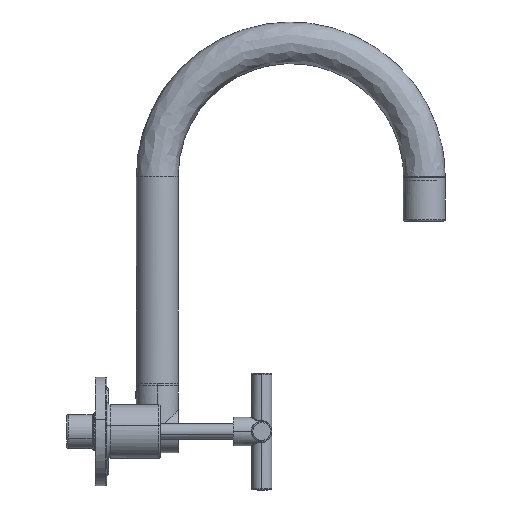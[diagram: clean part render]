
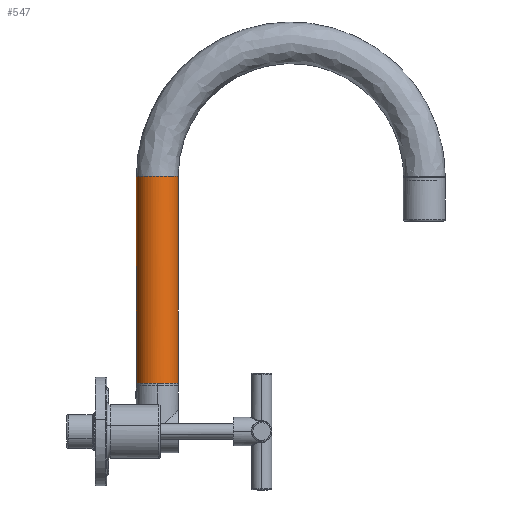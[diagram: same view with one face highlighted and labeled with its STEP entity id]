
A CAD part, left-side view. The second image highlights one B-rep face of the part: STEP entity #547.
In plain terms, the highlighted cylindrical face has radius 12.5 mm (diameter 25 mm), a partial arc.
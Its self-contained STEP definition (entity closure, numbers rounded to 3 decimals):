
#547=ADVANCED_FACE('',(#1104),#8746,.T.);
#1104=FACE_OUTER_BOUND('',#1676,.T.);
#1676=EDGE_LOOP('',(#3434,#3435,#3436,#3437,#3438));
#3434=ORIENTED_EDGE('',*,*,#5469,.T.);
#3435=ORIENTED_EDGE('',*,*,#5470,.T.);
#3436=ORIENTED_EDGE('',*,*,#5473,.T.);
#3437=ORIENTED_EDGE('',*,*,#5472,.T.);
#3438=ORIENTED_EDGE('',*,*,#5471,.T.);
#5469=EDGE_CURVE('',#7960,#7961,#7095,.T.);
#5470=EDGE_CURVE('',#7961,#7962,#6468,.T.);
#5471=EDGE_CURVE('',#7964,#7960,#6469,.T.);
#5472=EDGE_CURVE('',#7963,#7964,#7096,.T.);
#5473=EDGE_CURVE('',#7962,#7963,#7097,.T.);
#6468=B_SPLINE_CURVE_WITH_KNOTS('',1,(#33158,#33159),.UNSPECIFIED.,.F.,
 .F.,(2,2),(0.,124.),.UNSPECIFIED.);
#6469=B_SPLINE_CURVE_WITH_KNOTS('',1,(#33160,#33161),.UNSPECIFIED.,.F.,
 .F.,(2,2),(0.,124.),.UNSPECIFIED.);
#7095=(
BOUNDED_CURVE()
B_SPLINE_CURVE(2,(#33153,#33154,#33155,#33156,#33157),.UNSPECIFIED.,.F.,
 .F.)
B_SPLINE_CURVE_WITH_KNOTS((3,2,3),(0.,19.635,39.27),
 .UNSPECIFIED.)
CURVE()
GEOMETRIC_REPRESENTATION_ITEM()
RATIONAL_B_SPLINE_CURVE((1.,0.707,1.,0.707,1.))
REPRESENTATION_ITEM('')
);
#7096=(
BOUNDED_CURVE()
B_SPLINE_CURVE(2,(#33162,#33163,#33164),.UNSPECIFIED.,.F.,.F.)
B_SPLINE_CURVE_WITH_KNOTS((3,3),(-19.635,0.),.UNSPECIFIED.)
CURVE()
GEOMETRIC_REPRESENTATION_ITEM()
RATIONAL_B_SPLINE_CURVE((1.,0.707,1.))
REPRESENTATION_ITEM('')
);
#7097=(
BOUNDED_CURVE()
B_SPLINE_CURVE(2,(#33165,#33166,#33167),.UNSPECIFIED.,.F.,.F.)
B_SPLINE_CURVE_WITH_KNOTS((3,3),(-19.635,0.),.UNSPECIFIED.)
CURVE()
GEOMETRIC_REPRESENTATION_ITEM()
RATIONAL_B_SPLINE_CURVE((1.,0.707,1.))
REPRESENTATION_ITEM('')
);
#7960=VERTEX_POINT('',#32880);
#7961=VERTEX_POINT('',#32881);
#7962=VERTEX_POINT('',#32882);
#7963=VERTEX_POINT('',#32883);
#7964=VERTEX_POINT('',#32884);
#8746=CYLINDRICAL_SURFACE('',#9567,12.5);
#9567=AXIS2_PLACEMENT_3D('',#32169,#10082,$);
#10082=DIRECTION('',(0.,-1.,0.));
#32169=CARTESIAN_POINT('',(0.,63.5,0.));
#32880=CARTESIAN_POINT('',(12.5,125.5,0.));
#32881=CARTESIAN_POINT('',(-12.5,125.5,0.));
#32882=CARTESIAN_POINT('',(-12.5,1.5,0.));
#32883=CARTESIAN_POINT('',(0.,1.5,12.5));
#32884=CARTESIAN_POINT('',(12.5,1.5,0.));
#33153=CARTESIAN_POINT('',(12.5,125.5,0.));
#33154=CARTESIAN_POINT('',(12.5,125.5,12.5));
#33155=CARTESIAN_POINT('',(0.,125.5,12.5));
#33156=CARTESIAN_POINT('',(-12.5,125.5,12.5));
#33157=CARTESIAN_POINT('',(-12.5,125.5,0.));
#33158=CARTESIAN_POINT('',(-12.5,125.5,0.));
#33159=CARTESIAN_POINT('',(-12.5,1.5,0.));
#33160=CARTESIAN_POINT('',(12.5,1.5,0.));
#33161=CARTESIAN_POINT('',(12.5,125.5,0.));
#33162=CARTESIAN_POINT('',(0.,1.5,12.5));
#33163=CARTESIAN_POINT('',(12.5,1.5,12.5));
#33164=CARTESIAN_POINT('',(12.5,1.5,0.));
#33165=CARTESIAN_POINT('',(-12.5,1.5,0.));
#33166=CARTESIAN_POINT('',(-12.5,1.5,12.5));
#33167=CARTESIAN_POINT('',(0.,1.5,12.5));
